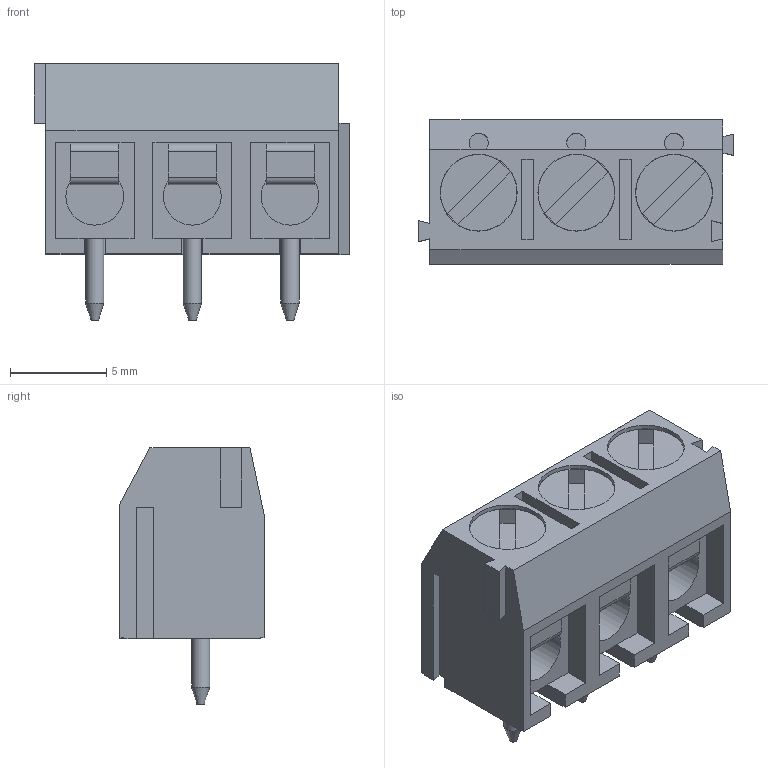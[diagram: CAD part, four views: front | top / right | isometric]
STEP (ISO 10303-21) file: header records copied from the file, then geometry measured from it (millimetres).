
FILE_DESCRIPTION(/* description */ (''),/* implementation_level */ '2;1');
FILE_NAME(/* name */ 'TERMINAL_BLOCK_AK500-3 v1.step',/* time_stamp */ '2019-09-12T17:09:11-05:00',/* author */ (''),/* organization */ (''),/* preprocessor_version */ 'ST-DEVELOPER v18',/* originating_system */ 'Autodesk Translation Framework v8.6.0.1094',/* authorisation */ '');
FILE_SCHEMA (('AUTOMOTIVE_DESIGN { 1 0 10303 214 3 1 1 }'));
Length unit declared in the file: millimetre
Products named in the file (1): TERMINAL_BLOCK_AK500-3
Bounding box: 16.4 x 7.5 x 13.35 mm (x, y, z)
Volume: 877.7 mm3; surface area: 1144.3 mm2
Topology: 1 solids, 1 shells, 159 faces, 402 edges, 265 vertices
Faces by surface type: plane 129, cylinder 27, cone 3
Full cylindrical faces by diameter (mm): 0.95 x3, 3 x3, 3.98 x3, 4 x3
Entity records: 4939 total; most frequent: CARTESIAN_POINT 827, ORIENTED_EDGE 804, DIRECTION 779, EDGE_CURVE 402, LINE 345, VECTOR 345, VERTEX_POINT 265, AXIS2_PLACEMENT_3D 217
